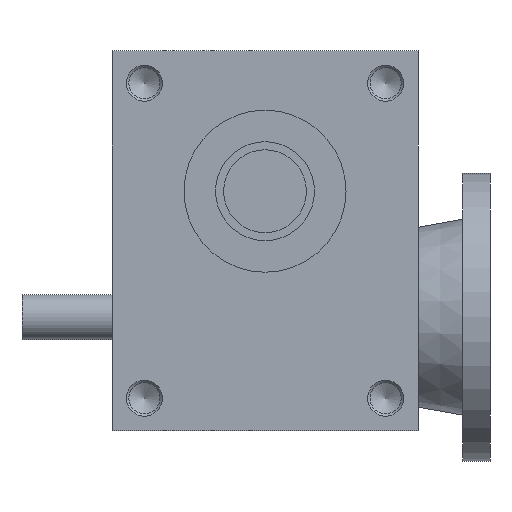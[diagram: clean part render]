
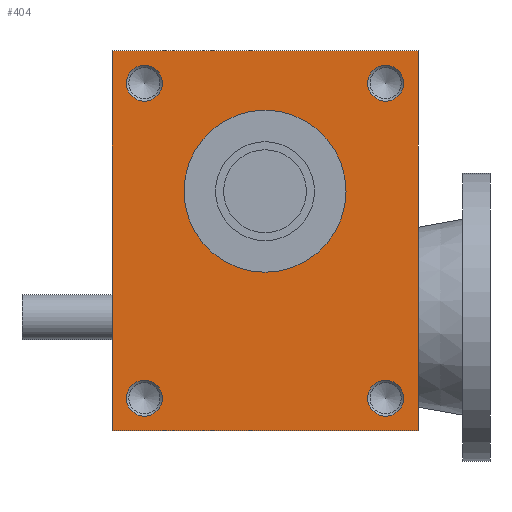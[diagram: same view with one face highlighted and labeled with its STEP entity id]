
A CAD part, front view. The second image highlights one B-rep face of the part: STEP entity #404.
In plain terms, the highlighted planar face has unit normal (0, -1, 0).
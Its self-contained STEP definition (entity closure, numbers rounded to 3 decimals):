
#404 = ADVANCED_FACE( '', ( #905, #906, #907, #908, #909, #910 ), #911, .F. );
#905 = FACE_BOUND( '', #1596, .T. );
#906 = FACE_BOUND( '', #1597, .T. );
#907 = FACE_BOUND( '', #1598, .T. );
#908 = FACE_BOUND( '', #1599, .T. );
#909 = FACE_BOUND( '', #1600, .T. );
#910 = FACE_OUTER_BOUND( '', #1601, .T. );
#911 = PLANE( '', #1602 );
#1596 = EDGE_LOOP( '', ( #2439 ) );
#1597 = EDGE_LOOP( '', ( #2440 ) );
#1598 = EDGE_LOOP( '', ( #2441 ) );
#1599 = EDGE_LOOP( '', ( #2442 ) );
#1600 = EDGE_LOOP( '', ( #2443 ) );
#1601 = EDGE_LOOP( '', ( #2444, #2445, #2446, #2447 ) );
#1602 = AXIS2_PLACEMENT_3D( '', #2448, #2449, #2450 );
#2439 = ORIENTED_EDGE( '', *, *, #3733, .F. );
#2440 = ORIENTED_EDGE( '', *, *, #3615, .F. );
#2441 = ORIENTED_EDGE( '', *, *, #3618, .F. );
#2442 = ORIENTED_EDGE( '', *, *, #3796, .F. );
#2443 = ORIENTED_EDGE( '', *, *, #3797, .T. );
#2444 = ORIENTED_EDGE( '', *, *, #3798, .T. );
#2445 = ORIENTED_EDGE( '', *, *, #3799, .F. );
#2446 = ORIENTED_EDGE( '', *, *, #3723, .F. );
#2447 = ORIENTED_EDGE( '', *, *, #3800, .T. );
#2448 = CARTESIAN_POINT( '', ( -85., -75., 105.5 ) );
#2449 = DIRECTION( '', ( 0., 1., 0. ) );
#2450 = DIRECTION( '', ( 0., 0., 1. ) );
#3615 = EDGE_CURVE( '', #4189, #4189, #4190, .T. );
#3618 = EDGE_CURVE( '', #4194, #4194, #4195, .T. );
#3723 = EDGE_CURVE( '', #4364, #4366, #4367, .T. );
#3733 = EDGE_CURVE( '', #4382, #4382, #4383, .T. );
#3796 = EDGE_CURVE( '', #4485, #4485, #4486, .T. );
#3797 = EDGE_CURVE( '', #4487, #4487, #4488, .T. );
#3798 = EDGE_CURVE( '', #4489, #4490, #4491, .T. );
#3799 = EDGE_CURVE( '', #4366, #4490, #4492, .T. );
#3800 = EDGE_CURVE( '', #4364, #4489, #4493, .T. );
#4189 = VERTEX_POINT( '', #5028 );
#4190 = CIRCLE( '', #5029, 10. );
#4194 = VERTEX_POINT( '', #5033 );
#4195 = CIRCLE( '', #5034, 10. );
#4364 = VERTEX_POINT( '', #5270 );
#4366 = VERTEX_POINT( '', #5273 );
#4367 = LINE( '', #5274, #5275 );
#4382 = VERTEX_POINT( '', #5292 );
#4383 = CIRCLE( '', #5293, 10. );
#4485 = VERTEX_POINT( '', #5430 );
#4486 = CIRCLE( '', #5431, 10. );
#4487 = VERTEX_POINT( '', #5432 );
#4488 = CIRCLE( '', #5433, 45. );
#4489 = VERTEX_POINT( '', #5434 );
#4490 = VERTEX_POINT( '', #5435 );
#4491 = LINE( '', #5436, #5437 );
#4492 = LINE( '', #5438, #5439 );
#4493 = LINE( '', #5440, #5441 );
#5028 = CARTESIAN_POINT( '', ( -67., -75., 77.5 ) );
#5029 = AXIS2_PLACEMENT_3D( '', #6160, #6161, #6162 );
#5033 = CARTESIAN_POINT( '', ( 67., -75., 77.5 ) );
#5034 = AXIS2_PLACEMENT_3D( '', #6166, #6167, #6168 );
#5270 = CARTESIAN_POINT( '', ( -85., -75., 105.5 ) );
#5273 = CARTESIAN_POINT( '', ( 85., -75., 105.5 ) );
#5274 = CARTESIAN_POINT( '', ( -85., -75., 105.5 ) );
#5275 = VECTOR( '', #6306, 1000. );
#5292 = CARTESIAN_POINT( '', ( -67., -75., -97.5 ) );
#5293 = AXIS2_PLACEMENT_3D( '', #6321, #6322, #6323 );
#5430 = CARTESIAN_POINT( '', ( 67., -75., -97.5 ) );
#5431 = AXIS2_PLACEMENT_3D( '', #6392, #6393, #6394 );
#5432 = CARTESIAN_POINT( '', ( 45., -75., 27.5 ) );
#5433 = AXIS2_PLACEMENT_3D( '', #6395, #6396, #6397 );
#5434 = CARTESIAN_POINT( '', ( -85., -75., -105.5 ) );
#5435 = CARTESIAN_POINT( '', ( 85., -75., -105.5 ) );
#5436 = CARTESIAN_POINT( '', ( -85., -75., -105.5 ) );
#5437 = VECTOR( '', #6398, 1000. );
#5438 = CARTESIAN_POINT( '', ( 85., -75., 105.5 ) );
#5439 = VECTOR( '', #6399, 1000. );
#5440 = CARTESIAN_POINT( '', ( -85., -75., 105.5 ) );
#5441 = VECTOR( '', #6400, 1000. );
#6160 = CARTESIAN_POINT( '', ( -67., -75., 87.5 ) );
#6161 = DIRECTION( '', ( 0., -1., 0. ) );
#6162 = DIRECTION( '', ( 0., 0., -1. ) );
#6166 = CARTESIAN_POINT( '', ( 67., -75., 87.5 ) );
#6167 = DIRECTION( '', ( 0., -1., 0. ) );
#6168 = DIRECTION( '', ( 0., 0., -1. ) );
#6306 = DIRECTION( '', ( 1., 0., 0. ) );
#6321 = CARTESIAN_POINT( '', ( -67., -75., -87.5 ) );
#6322 = DIRECTION( '', ( 0., -1., 0. ) );
#6323 = DIRECTION( '', ( 0., 0., -1. ) );
#6392 = CARTESIAN_POINT( '', ( 67., -75., -87.5 ) );
#6393 = DIRECTION( '', ( 0., -1., 0. ) );
#6394 = DIRECTION( '', ( 0., 0., -1. ) );
#6395 = CARTESIAN_POINT( '', ( 0., -75., 27.5 ) );
#6396 = DIRECTION( '', ( 0., 1., 0. ) );
#6397 = DIRECTION( '', ( 1., 0., 0. ) );
#6398 = DIRECTION( '', ( 1., 0., 0. ) );
#6399 = DIRECTION( '', ( 0., 0., -1. ) );
#6400 = DIRECTION( '', ( 0., 0., -1. ) );
